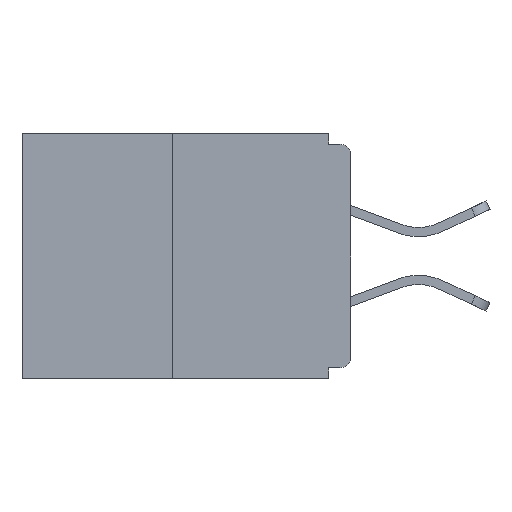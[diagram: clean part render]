
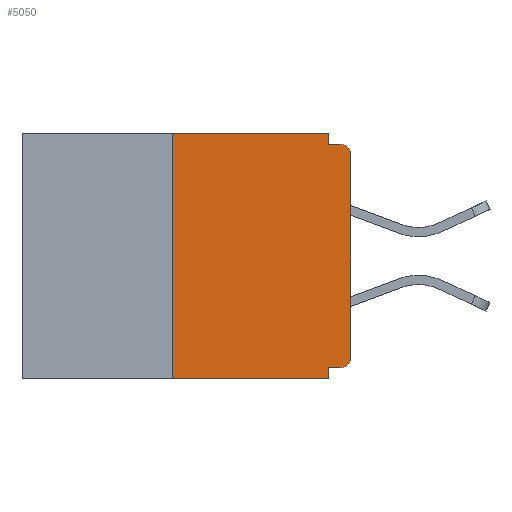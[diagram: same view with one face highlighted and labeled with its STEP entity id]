
A CAD part, left-side view. The second image highlights one B-rep face of the part: STEP entity #5050.
In plain terms, the highlighted planar face has unit normal (-1, 0, 0).
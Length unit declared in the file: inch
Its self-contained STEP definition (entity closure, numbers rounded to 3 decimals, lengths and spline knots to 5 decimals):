
#421 = PLANE ( 'NONE',  #7977 ) ;
#953 = VECTOR ( 'NONE', #4358, 39.37008 ) ;
#966 = ORIENTED_EDGE ( 'NONE', *, *, #14454, .F. ) ;
#1016 = AXIS2_PLACEMENT_3D ( 'NONE', #13410, #11490, #20040 ) ;
#1272 = VECTOR ( 'NONE', #20090, 39.37008 ) ;
#1341 = VERTEX_POINT ( 'NONE', #19678 ) ;
#1712 = CARTESIAN_POINT ( 'NONE',  ( 0., 0.031, -0.328 ) ) ;
#1731 = VERTEX_POINT ( 'NONE', #3493 ) ;
#1805 = LINE ( 'NONE', #11534, #1272 ) ;
#2487 = DIRECTION ( 'NONE',  ( 0., -1., 0. ) ) ;
#2625 = VECTOR ( 'NONE', #21948, 39.37008 ) ;
#2632 = VERTEX_POINT ( 'NONE', #11831 ) ;
#2741 = CARTESIAN_POINT ( 'NONE',  ( 0., 0.015, -0.328 ) ) ;
#3184 = CARTESIAN_POINT ( 'NONE',  ( 0., 0.46, 0. ) ) ;
#3265 = DIRECTION ( 'NONE',  ( 0., 0., -1. ) ) ;
#3493 = CARTESIAN_POINT ( 'NONE',  ( 0., 0., -0.03 ) ) ;
#3989 = DIRECTION ( 'NONE',  ( 0., 0., 1. ) ) ;
#4060 = CARTESIAN_POINT ( 'NONE',  ( 0., 0.25, 0. ) ) ;
#4080 = ORIENTED_EDGE ( 'NONE', *, *, #21140, .T. ) ;
#4280 = VECTOR ( 'NONE', #3265, 39.37008 ) ;
#4358 = DIRECTION ( 'NONE',  ( 0., -1., 0. ) ) ;
#4379 = DIRECTION ( 'NONE',  ( -1., 0., 0. ) ) ;
#4677 = ORIENTED_EDGE ( 'NONE', *, *, #17615, .T. ) ;
#5025 = ORIENTED_EDGE ( 'NONE', *, *, #19279, .F. ) ;
#5050 = ADVANCED_FACE ( 'NONE', ( #10463 ), #421, .F. ) ;
#5586 = DIRECTION ( 'NONE',  ( 0., 0., -1. ) ) ;
#5677 = VERTEX_POINT ( 'NONE', #6064 ) ;
#6064 = CARTESIAN_POINT ( 'NONE',  ( 0., 0.031, 0. ) ) ;
#6144 = VECTOR ( 'NONE', #10395, 39.37008 ) ;
#6752 = ORIENTED_EDGE ( 'NONE', *, *, #19306, .F. ) ;
#7125 = CIRCLE ( 'NONE', #12327, 0.015 ) ;
#7244 = EDGE_CURVE ( 'NONE', #11524, #12354, #1805, .T. ) ;
#7266 = EDGE_CURVE ( 'NONE', #13105, #11524, #13541, .T. ) ;
#7346 = EDGE_CURVE ( 'NONE', #1341, #5677, #9283, .T. ) ;
#7865 = ORIENTED_EDGE ( 'NONE', *, *, #8907, .T. ) ;
#7977 = AXIS2_PLACEMENT_3D ( 'NONE', #13992, #8766, #5586 ) ;
#8766 = DIRECTION ( 'NONE',  ( 1., 0., 0. ) ) ;
#8776 = CIRCLE ( 'NONE', #1016, 0.015 ) ;
#8781 = LINE ( 'NONE', #10062, #4280 ) ;
#8907 = EDGE_CURVE ( 'NONE', #13105, #2632, #7125, .T. ) ;
#9067 = EDGE_LOOP ( 'NONE', ( #20108, #5025, #4080, #14952, #18766, #7865, #14716, #4677, #6752, #966 ) ) ;
#9283 = LINE ( 'NONE', #3184, #15415 ) ;
#10062 = CARTESIAN_POINT ( 'NONE',  ( 0., 0.031, 0. ) ) ;
#10395 = DIRECTION ( 'NONE',  ( 0., 0., 1. ) ) ;
#10463 = FACE_OUTER_BOUND ( 'NONE', #9067, .T. ) ;
#11092 = DIRECTION ( 'NONE',  ( 0., 0., -1. ) ) ;
#11305 = CARTESIAN_POINT ( 'NONE',  ( 0., 0.015, -0.313 ) ) ;
#11490 = DIRECTION ( 'NONE',  ( -1., 0., 0. ) ) ;
#11524 = VERTEX_POINT ( 'NONE', #1712 ) ;
#11534 = CARTESIAN_POINT ( 'NONE',  ( 0., 0.031, -0.343 ) ) ;
#11831 = CARTESIAN_POINT ( 'NONE',  ( 0., 0., -0.313 ) ) ;
#12327 = AXIS2_PLACEMENT_3D ( 'NONE', #11305, #4379, #11092 ) ;
#12354 = VERTEX_POINT ( 'NONE', #13192 ) ;
#12840 = CARTESIAN_POINT ( 'NONE',  ( 0., 0.46, -0.343 ) ) ;
#12857 = CARTESIAN_POINT ( 'NONE',  ( 0., 0.031, -0.015 ) ) ;
#13105 = VERTEX_POINT ( 'NONE', #2741 ) ;
#13192 = CARTESIAN_POINT ( 'NONE',  ( 0., 0.031, -0.343 ) ) ;
#13410 = CARTESIAN_POINT ( 'NONE',  ( 0., 0.015, -0.03 ) ) ;
#13541 = LINE ( 'NONE', #14784, #2625 ) ;
#13992 = CARTESIAN_POINT ( 'NONE',  ( 0., 0.46, 0. ) ) ;
#14028 = LINE ( 'NONE', #19830, #953 ) ;
#14454 = EDGE_CURVE ( 'NONE', #5677, #14754, #8781, .T. ) ;
#14716 = ORIENTED_EDGE ( 'NONE', *, *, #17392, .T. ) ;
#14754 = VERTEX_POINT ( 'NONE', #12857 ) ;
#14784 = CARTESIAN_POINT ( 'NONE',  ( 0., 0., -0.328 ) ) ;
#14952 = ORIENTED_EDGE ( 'NONE', *, *, #7244, .F. ) ;
#15363 = VECTOR ( 'NONE', #3989, 39.37008 ) ;
#15415 = VECTOR ( 'NONE', #16659, 39.37008 ) ;
#16577 = CARTESIAN_POINT ( 'NONE',  ( 0., 0.015, -0.015 ) ) ;
#16659 = DIRECTION ( 'NONE',  ( 0., -1., 0. ) ) ;
#17392 = EDGE_CURVE ( 'NONE', #2632, #1731, #21077, .T. ) ;
#17615 = EDGE_CURVE ( 'NONE', #1731, #17922, #8776, .T. ) ;
#17698 = VECTOR ( 'NONE', #2487, 39.37008 ) ;
#17922 = VERTEX_POINT ( 'NONE', #16577 ) ;
#18766 = ORIENTED_EDGE ( 'NONE', *, *, #7266, .F. ) ;
#19087 = CARTESIAN_POINT ( 'NONE',  ( 0., 0., 0. ) ) ;
#19279 = EDGE_CURVE ( 'NONE', #20795, #1341, #21736, .T. ) ;
#19306 = EDGE_CURVE ( 'NONE', #14754, #17922, #14028, .T. ) ;
#19678 = CARTESIAN_POINT ( 'NONE',  ( 0., 0.25, 0. ) ) ;
#19830 = CARTESIAN_POINT ( 'NONE',  ( 0., 0., -0.015 ) ) ;
#20040 = DIRECTION ( 'NONE',  ( 0., 0., -1. ) ) ;
#20090 = DIRECTION ( 'NONE',  ( 0., 0., -1. ) ) ;
#20108 = ORIENTED_EDGE ( 'NONE', *, *, #7346, .F. ) ;
#20650 = LINE ( 'NONE', #12840, #17698 ) ;
#20795 = VERTEX_POINT ( 'NONE', #21398 ) ;
#21077 = LINE ( 'NONE', #19087, #6144 ) ;
#21140 = EDGE_CURVE ( 'NONE', #20795, #12354, #20650, .T. ) ;
#21398 = CARTESIAN_POINT ( 'NONE',  ( 0., 0.25, -0.343 ) ) ;
#21736 = LINE ( 'NONE', #4060, #15363 ) ;
#21948 = DIRECTION ( 'NONE',  ( 0., 1., 0. ) ) ;
